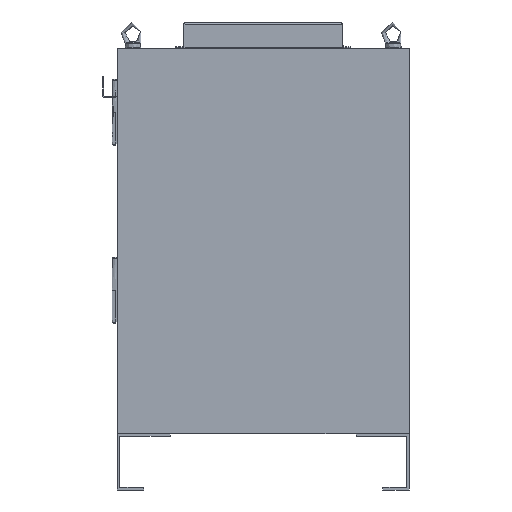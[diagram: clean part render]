
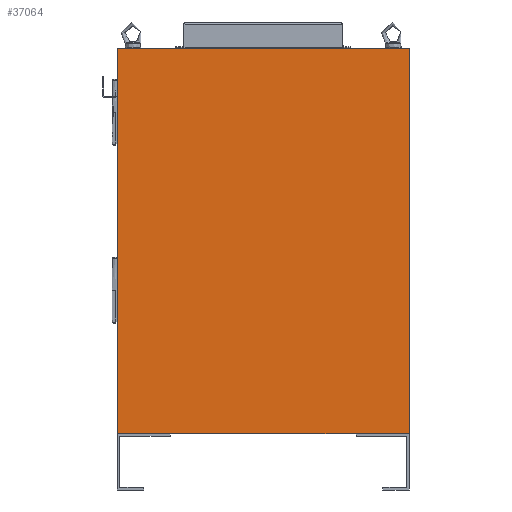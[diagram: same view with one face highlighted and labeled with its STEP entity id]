
A CAD part, left-side view. The second image highlights one B-rep face of the part: STEP entity #37064.
In plain terms, the highlighted planar face has unit normal (-1, 0, 0).
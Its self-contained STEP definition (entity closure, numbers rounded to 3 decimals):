
#3476=LINE('',#53187,#6428);
#3575=LINE('',#53458,#6527);
#3597=LINE('',#53523,#6549);
#3606=LINE('',#53538,#6558);
#3609=LINE('',#53543,#6561);
#3610=LINE('',#53544,#6562);
#6428=VECTOR('',#43208,550.);
#6527=VECTOR('',#43473,725.);
#6549=VECTOR('',#43521,350.);
#6558=VECTOR('',#43536,725.);
#6561=VECTOR('',#43543,100.);
#6562=VECTOR('',#43544,100.);
#10353=FACE_OUTER_BOUND('',#12559,.T.);
#12559=EDGE_LOOP('',(#26175,#26176,#26177,#26178,#26179,#26180));
#16338=VERTEX_POINT('',#53183);
#16340=VERTEX_POINT('',#53186);
#16429=VERTEX_POINT('',#53456);
#16458=VERTEX_POINT('',#53520);
#16459=VERTEX_POINT('',#53522);
#16462=VERTEX_POINT('',#53535);
#19942=EDGE_CURVE('',#16338,#16340,#3476,.T.);
#20077=EDGE_CURVE('',#16429,#16338,#3575,.T.);
#20109=EDGE_CURVE('',#16458,#16459,#3597,.T.);
#20118=EDGE_CURVE('',#16340,#16462,#3606,.T.);
#20121=EDGE_CURVE('',#16462,#16458,#3609,.T.);
#20122=EDGE_CURVE('',#16459,#16429,#3610,.T.);
#26175=ORIENTED_EDGE('',*,*,#20121,.F.);
#26176=ORIENTED_EDGE('',*,*,#20118,.F.);
#26177=ORIENTED_EDGE('',*,*,#19942,.F.);
#26178=ORIENTED_EDGE('',*,*,#20077,.F.);
#26179=ORIENTED_EDGE('',*,*,#20122,.F.);
#26180=ORIENTED_EDGE('',*,*,#20109,.F.);
#36012=PLANE('',#39491);
#37064=ADVANCED_FACE('',(#10353),#36012,.F.);
#39491=AXIS2_PLACEMENT_3D('',#53542,#43541,#43542);
#43208=DIRECTION('',(0.,-1.,0.));
#43473=DIRECTION('',(0.,0.,1.));
#43521=DIRECTION('',(0.,1.,0.));
#43536=DIRECTION('',(0.,0.,-1.));
#43541=DIRECTION('center_axis',(1.,0.,0.));
#43542=DIRECTION('ref_axis',(0.,0.,-1.));
#43543=DIRECTION('',(0.,1.,0.));
#43544=DIRECTION('',(0.,1.,0.));
#53183=CARTESIAN_POINT('',(0.,275.,362.5));
#53186=CARTESIAN_POINT('',(0.,-275.,362.5));
#53187=CARTESIAN_POINT('',(0.,275.,362.5));
#53456=CARTESIAN_POINT('',(0.,275.,-362.5));
#53458=CARTESIAN_POINT('',(0.,275.,-362.5));
#53520=CARTESIAN_POINT('',(0.,-175.,-362.5));
#53522=CARTESIAN_POINT('',(0.,175.,-362.5));
#53523=CARTESIAN_POINT('',(0.,-275.,-362.5));
#53535=CARTESIAN_POINT('',(0.,-275.,-362.5));
#53538=CARTESIAN_POINT('',(0.,-275.,362.5));
#53542=CARTESIAN_POINT('Origin',(0.,0.,0.));
#53543=CARTESIAN_POINT('',(0.,-175.,-362.5));
#53544=CARTESIAN_POINT('',(0.,275.,-362.5));
